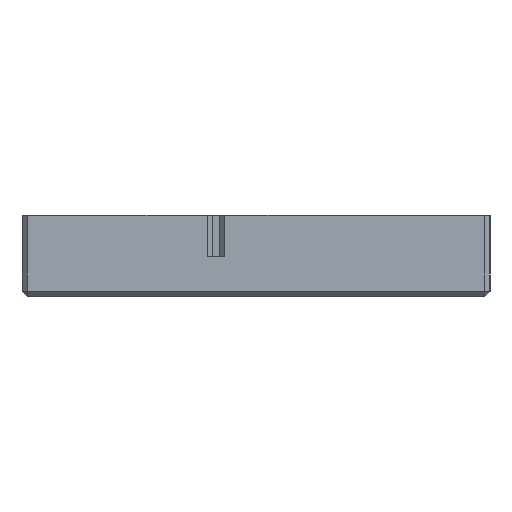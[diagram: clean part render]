
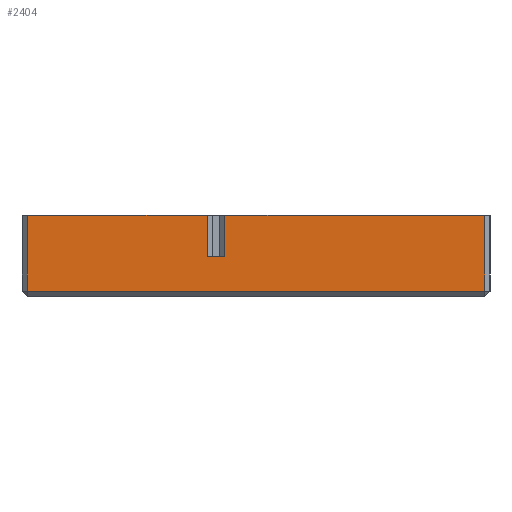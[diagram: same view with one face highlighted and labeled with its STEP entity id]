
A CAD part, left-side view. The second image highlights one B-rep face of the part: STEP entity #2404.
In plain terms, the highlighted planar face has unit normal (-1, 0, 0).
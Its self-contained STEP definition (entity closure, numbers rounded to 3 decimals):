
#148=FACE_OUTER_BOUND('',#284,.T.);
#284=EDGE_LOOP('',(#2009,#2010,#2011,#2012,#2013,#2014,#2015,#2016));
#560=LINE('',#3751,#880);
#561=LINE('',#3754,#881);
#562=LINE('',#3756,#882);
#563=LINE('',#3758,#883);
#564=LINE('',#3760,#884);
#565=LINE('',#3762,#885);
#566=LINE('',#3764,#886);
#567=LINE('',#3765,#887);
#880=VECTOR('',#3081,10.);
#881=VECTOR('',#3084,10.);
#882=VECTOR('',#3085,10.);
#883=VECTOR('',#3086,10.);
#884=VECTOR('',#3087,10.);
#885=VECTOR('',#3088,10.);
#886=VECTOR('',#3089,10.);
#887=VECTOR('',#3090,10.);
#1113=VERTEX_POINT('',#3744);
#1116=VERTEX_POINT('',#3749);
#1117=VERTEX_POINT('',#3753);
#1118=VERTEX_POINT('',#3755);
#1119=VERTEX_POINT('',#3757);
#1120=VERTEX_POINT('',#3759);
#1121=VERTEX_POINT('',#3761);
#1122=VERTEX_POINT('',#3763);
#1420=EDGE_CURVE('',#1116,#1113,#560,.T.);
#1421=EDGE_CURVE('',#1116,#1117,#561,.T.);
#1422=EDGE_CURVE('',#1118,#1117,#562,.T.);
#1423=EDGE_CURVE('',#1119,#1118,#563,.T.);
#1424=EDGE_CURVE('',#1120,#1119,#564,.T.);
#1425=EDGE_CURVE('',#1121,#1120,#565,.T.);
#1426=EDGE_CURVE('',#1122,#1121,#566,.T.);
#1427=EDGE_CURVE('',#1122,#1113,#567,.T.);
#2009=ORIENTED_EDGE('',*,*,#1420,.F.);
#2010=ORIENTED_EDGE('',*,*,#1421,.T.);
#2011=ORIENTED_EDGE('',*,*,#1422,.F.);
#2012=ORIENTED_EDGE('',*,*,#1423,.F.);
#2013=ORIENTED_EDGE('',*,*,#1424,.F.);
#2014=ORIENTED_EDGE('',*,*,#1425,.F.);
#2015=ORIENTED_EDGE('',*,*,#1426,.F.);
#2016=ORIENTED_EDGE('',*,*,#1427,.T.);
#2270=PLANE('',#2569);
#2404=ADVANCED_FACE('',(#148),#2270,.T.);
#2569=AXIS2_PLACEMENT_3D('',#3752,#3082,#3083);
#3081=DIRECTION('',(0.,0.,1.));
#3082=DIRECTION('center_axis',(-1.,0.,0.));
#3083=DIRECTION('ref_axis',(0.,-1.,0.));
#3084=DIRECTION('',(0.,1.,0.));
#3085=DIRECTION('',(0.,0.,-1.));
#3086=DIRECTION('',(0.,-1.,0.));
#3087=DIRECTION('',(0.,0.,1.));
#3088=DIRECTION('',(0.,1.,0.));
#3089=DIRECTION('',(0.,0.,-1.));
#3090=DIRECTION('',(0.,1.,0.));
#3744=CARTESIAN_POINT('',(2.6,237.569,51.));
#3749=CARTESIAN_POINT('',(2.6,237.569,47.93));
#3751=CARTESIAN_POINT('',(2.6,237.569,30.));
#3752=CARTESIAN_POINT('Origin',(2.6,350.,0.));
#3753=CARTESIAN_POINT('',(2.6,238.869,47.93));
#3754=CARTESIAN_POINT('',(2.6,295.385,47.93));
#3755=CARTESIAN_POINT('',(2.6,238.869,51.));
#3756=CARTESIAN_POINT('',(2.6,238.869,30.));
#3757=CARTESIAN_POINT('',(2.6,252.169,51.));
#3758=CARTESIAN_POINT('',(2.6,262.5,51.));
#3759=CARTESIAN_POINT('',(2.6,252.169,45.4));
#3760=CARTESIAN_POINT('',(2.6,252.169,0.));
#3761=CARTESIAN_POINT('',(2.6,218.369,45.4));
#3762=CARTESIAN_POINT('',(2.6,262.5,45.4));
#3763=CARTESIAN_POINT('',(2.6,218.369,51.));
#3764=CARTESIAN_POINT('',(2.6,218.369,0.));
#3765=CARTESIAN_POINT('',(2.6,262.5,51.));
